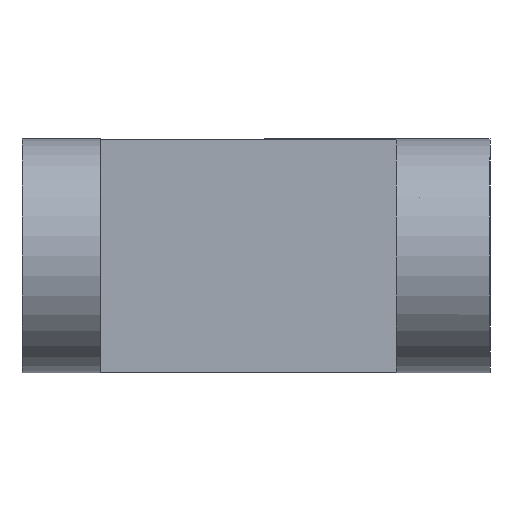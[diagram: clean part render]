
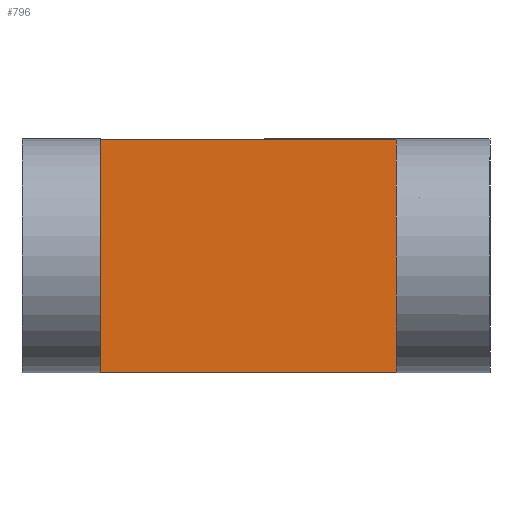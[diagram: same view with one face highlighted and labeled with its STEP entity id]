
A CAD part, left-side view. The second image highlights one B-rep face of the part: STEP entity #796.
In plain terms, the highlighted planar face has unit normal (-1, 0, 0).
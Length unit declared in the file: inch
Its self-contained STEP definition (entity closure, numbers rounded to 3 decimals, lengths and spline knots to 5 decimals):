
#21 = FACE_OUTER_BOUND ( 'NONE', #422, .T. ) ;
#112 = VECTOR ( 'NONE', #589, 39.37008 ) ;
#113 = VECTOR ( 'NONE', #585, 39.37008 ) ;
#123 = LINE ( 'NONE', #590, #112 ) ;
#157 = LINE ( 'NONE', #592, #113 ) ;
#207 = VECTOR ( 'NONE', #670, 39.37008 ) ;
#208 = LINE ( 'NONE', #671, #207 ) ;
#225 = VECTOR ( 'NONE', #757, 39.37008 ) ;
#227 = LINE ( 'NONE', #734, #225 ) ;
#332 = ORIENTED_EDGE ( 'NONE', *, *, #556, .F. ) ;
#333 = ORIENTED_EDGE ( 'NONE', *, *, #498, .F. ) ;
#334 = ORIENTED_EDGE ( 'NONE', *, *, #557, .T. ) ;
#335 = ORIENTED_EDGE ( 'NONE', *, *, #508, .F. ) ;
#422 = EDGE_LOOP ( 'NONE', ( #332, #333, #334, #335 ) ) ;
#475 = AXIS2_PLACEMENT_3D ( 'NONE', #968, #944, #943 ) ;
#498 = EDGE_CURVE ( 'NONE', #703, #725, #227, .T. ) ;
#508 = EDGE_CURVE ( 'NONE', #714, #719, #208, .T. ) ;
#556 = EDGE_CURVE ( 'NONE', #725, #714, #123, .T. ) ;
#557 = EDGE_CURVE ( 'NONE', #703, #719, #157, .T. ) ;
#585 = DIRECTION ( 'NONE',  ( 0., 0., 1. ) ) ;
#589 = DIRECTION ( 'NONE',  ( 0., 0., 1. ) ) ;
#590 = CARTESIAN_POINT ( 'NONE',  ( -0.87056, 0.5, -0.15 ) ) ;
#592 = CARTESIAN_POINT ( 'NONE',  ( -0.87056, 0.12, -0.15 ) ) ;
#670 = DIRECTION ( 'NONE',  ( 0., -1., 0. ) ) ;
#671 = CARTESIAN_POINT ( 'NONE',  ( -0.87056, 0.6, 0.15 ) ) ;
#703 = VERTEX_POINT ( 'NONE', #830 ) ;
#714 = VERTEX_POINT ( 'NONE', #819 ) ;
#719 = VERTEX_POINT ( 'NONE', #814 ) ;
#725 = VERTEX_POINT ( 'NONE', #1037 ) ;
#734 = CARTESIAN_POINT ( 'NONE',  ( -0.87056, 0.5, -0.15 ) ) ;
#757 = DIRECTION ( 'NONE',  ( 0., 1., 0. ) ) ;
#796 = ADVANCED_FACE ( 'NONE', ( #21 ), #954, .F. ) ;
#814 = CARTESIAN_POINT ( 'NONE',  ( -0.87056, 0.12, 0.15 ) ) ;
#819 = CARTESIAN_POINT ( 'NONE',  ( -0.87056, 0.5, 0.15 ) ) ;
#830 = CARTESIAN_POINT ( 'NONE',  ( -0.87056, 0.12, -0.15 ) ) ;
#943 = DIRECTION ( 'NONE',  ( 0., 0., -1. ) ) ;
#944 = DIRECTION ( 'NONE',  ( 1., 0., 0. ) ) ;
#954 = PLANE ( 'NONE',  #475 ) ;
#968 = CARTESIAN_POINT ( 'NONE',  ( -0.87056, 0.5, -0.15 ) ) ;
#1037 = CARTESIAN_POINT ( 'NONE',  ( -0.87056, 0.5, -0.15 ) ) ;
